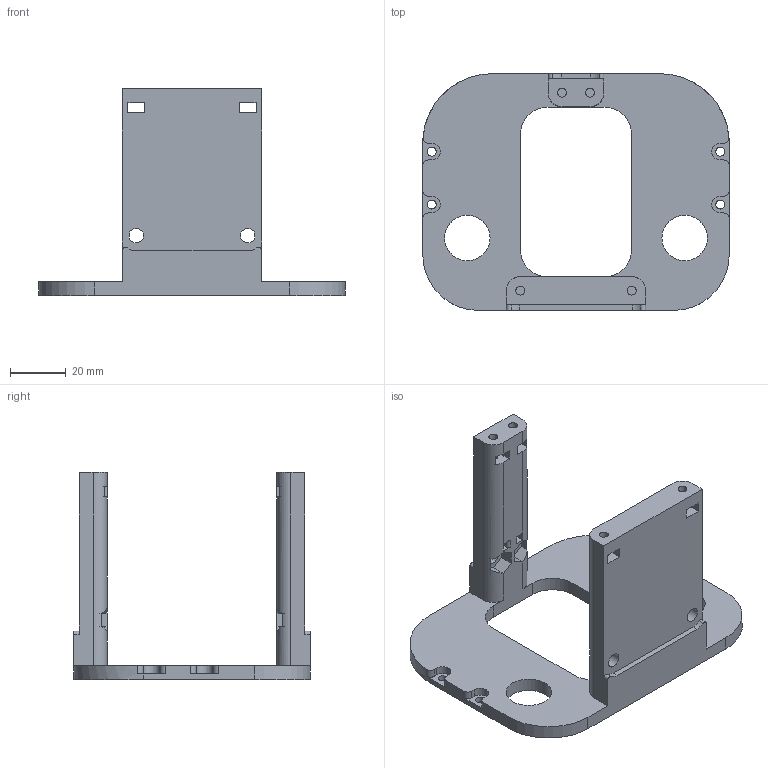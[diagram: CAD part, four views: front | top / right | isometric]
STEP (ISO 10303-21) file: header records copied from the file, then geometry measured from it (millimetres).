
FILE_DESCRIPTION(/* description */ (''),/* implementation_level */ '2;1');
FILE_NAME(/* name */ '5f1a61eeb9fe9c131d37a0ac',/* time_stamp */ '2020-07-24T04:22:07+00:00',/* author */ (''),/* organization */ (''),/* preprocessor_version */ 'ST-DEVELOPER v16.7',/* originating_system */ $,/* authorisation */ $);
FILE_SCHEMA (('AUTOMOTIVE_DESIGN {1 0 10303 214 3 1 1}'));
Length unit declared in the file: metre
Products named in the file (1): Inner_Shoulder
Bounding box: 110 x 85 x 74.3 mm (x, y, z)
Volume: 74967.6 mm3; surface area: 30475.6 mm2
Topology: 1 solids, 1 shells, 142 faces, 437 edges, 293 vertices
Faces by surface type: plane 88, cylinder 54
Full cylindrical faces by diameter (mm): 3.2 x12, 5.2 x4, 16.3 x2
Entity records: 4935 total; most frequent: CARTESIAN_POINT 917, ORIENTED_EDGE 834, DIRECTION 807, EDGE_CURVE 417, VERTEX_POINT 291, LINE 269, VECTOR 269, AXIS2_PLACEMENT_3D 269
